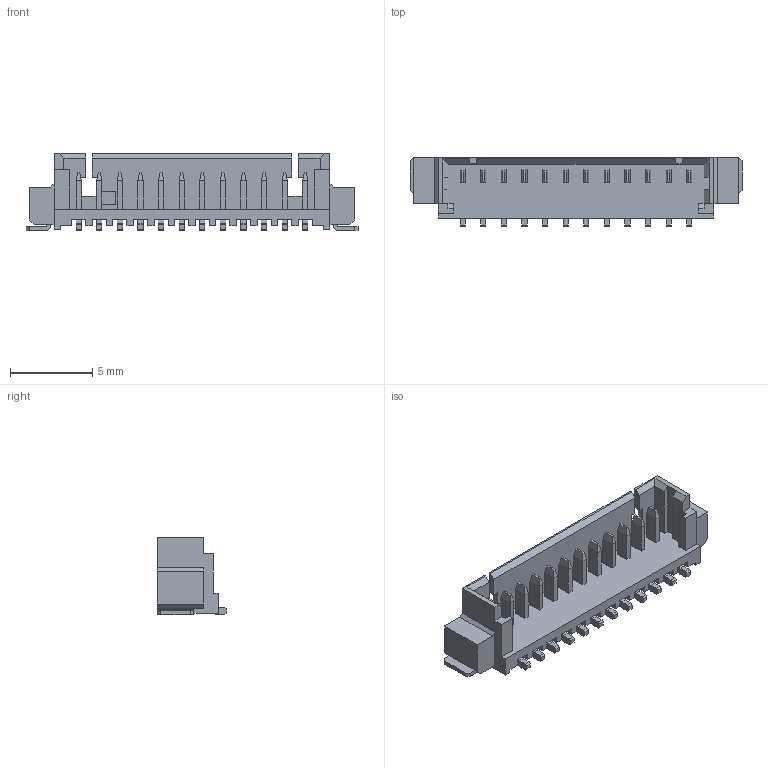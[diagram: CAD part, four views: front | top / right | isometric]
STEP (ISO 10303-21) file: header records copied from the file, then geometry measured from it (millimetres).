
FILE_DESCRIPTION((''),'2;1');
FILE_NAME('533981271','2014-06-17T',('me'),(''),'PRO/ENGINEER BY PARAMETRIC TECHNOLOGY CORPORATION, 2011490','PRO/ENGINEER BY PARAMETRIC TECHNOLOGY CORPORATION, 2011490','');
FILE_SCHEMA(('CONFIG_CONTROL_DESIGN'));
Length unit declared in the file: millimetre
Products named in the file (1): 533981271
Bounding box: 20.15 x 4.2 x 4.7 mm (x, y, z)
Volume: 108.7 mm3; surface area: 520.1 mm2
Topology: 1 solids, 2 shells, 489 faces, 1329 edges, 888 vertices
Faces by surface type: plane 481, cylinder 8
Entity records: 14940 total; most frequent: CARTESIAN_POINT 2645, ORIENTED_EDGE 2532, DIRECTION 2319, VECTOR 1311, LINE 1311, EDGE_CURVE 1266, VERTEX_POINT 818, EDGE_LOOP 526
